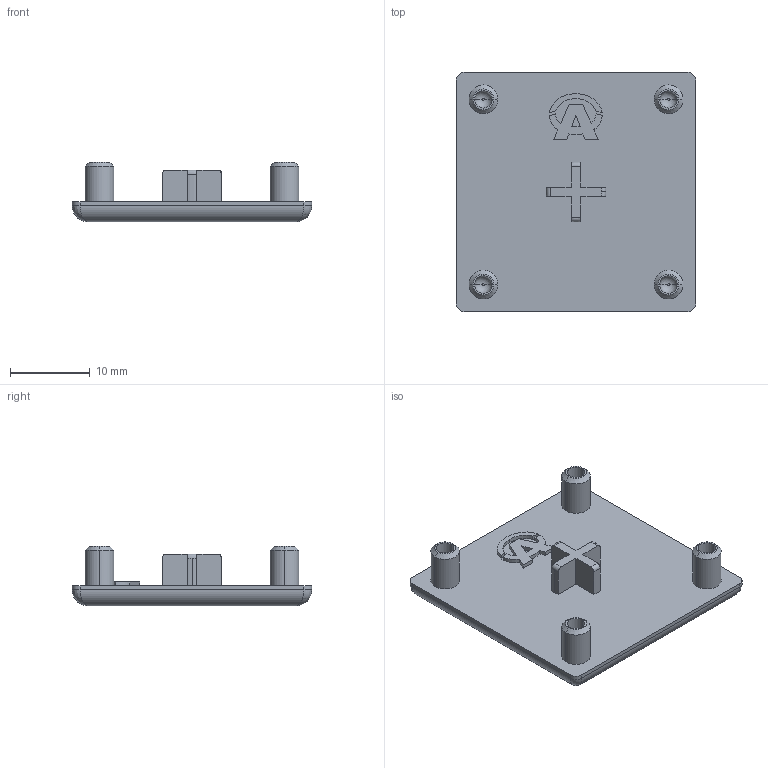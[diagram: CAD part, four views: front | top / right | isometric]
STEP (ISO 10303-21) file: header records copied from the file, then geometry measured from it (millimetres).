
FILE_DESCRIPTION (( 'STEP AP203' ), '1' );
FILE_NAME ('084.201.041.STEP', '2013-12-12T07:58:33', ( '' ), ( '' ), 'SwSTEP 2.0', 'SolidWorks 2012', '' );
FILE_SCHEMA (( 'CONFIG_CONTROL_DESIGN' ));
Length unit declared in the file: millimetre
Products named in the file (1): 084.201.041
Bounding box: 30 x 30 x 7.5 mm (x, y, z)
Volume: 2352.4 mm3; surface area: 2466.3 mm2
Topology: 1 solids, 1 shells, 107 faces, 255 edges, 158 vertices
Faces by surface type: cylinder 29, plane 29, bspline 28, torus 13, cone 8
Entity records: 3435 total; most frequent: CARTESIAN_POINT 1057, ORIENTED_EDGE 502, DIRECTION 428, EDGE_CURVE 251, AXIS2_PLACEMENT_3D 161, VERTEX_POINT 158, EDGE_LOOP 119, FACE_OUTER_BOUND 107
